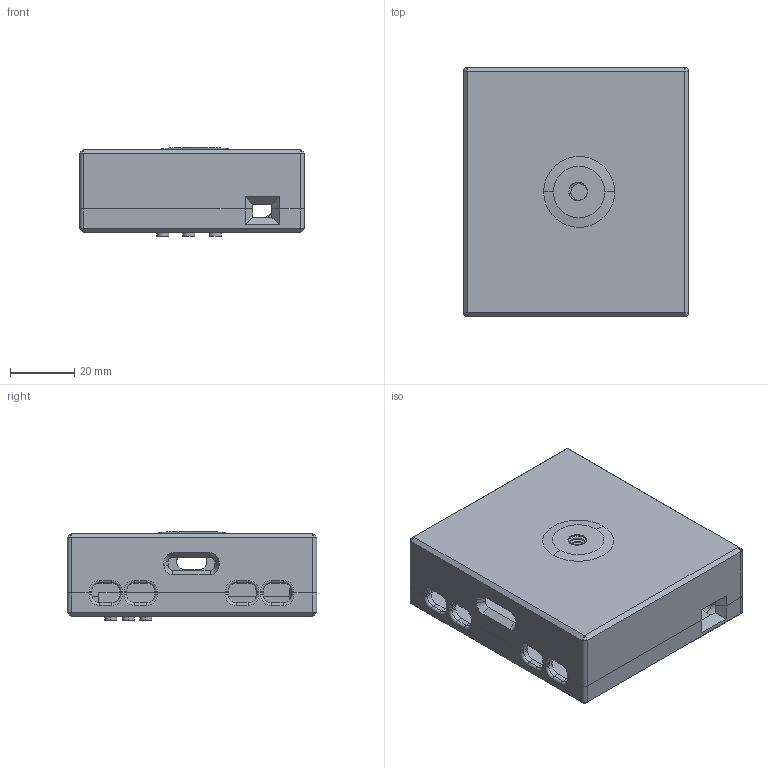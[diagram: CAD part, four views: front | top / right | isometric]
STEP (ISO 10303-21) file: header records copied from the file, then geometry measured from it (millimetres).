
FILE_DESCRIPTION (( 'STEP AP214' ), '1' );
FILE_NAME ('RevB_V3_Assembly.STEP', '2025-01-17T00:32:21', ( '' ), ( '' ), 'SwSTEP 2.0', 'SolidWorks 2024', '' );
FILE_SCHEMA (( 'AUTOMOTIVE_DESIGN' ));
Length unit declared in the file: millimetre
Products named in the file (1): RevB_V3_Assembly
Bounding box: 69.76 x 77.38 x 27.35 mm (x, y, z)
Volume: 39544.9 mm3; surface area: 37756.8 mm2
Topology: 11 solids, 11 shells, 743 faces, 1958 edges, 1273 vertices
Faces by surface type: plane 397, cylinder 179, torus 73, bspline 68, cone 26
Entity records: 31771 total; most frequent: CARTESIAN_POINT 13850, ORIENTED_EDGE 3900, DIRECTION 3380, EDGE_CURVE 1950, VERTEX_POINT 1273, LINE 1128, VECTOR 1128, AXIS2_PLACEMENT_3D 1126
